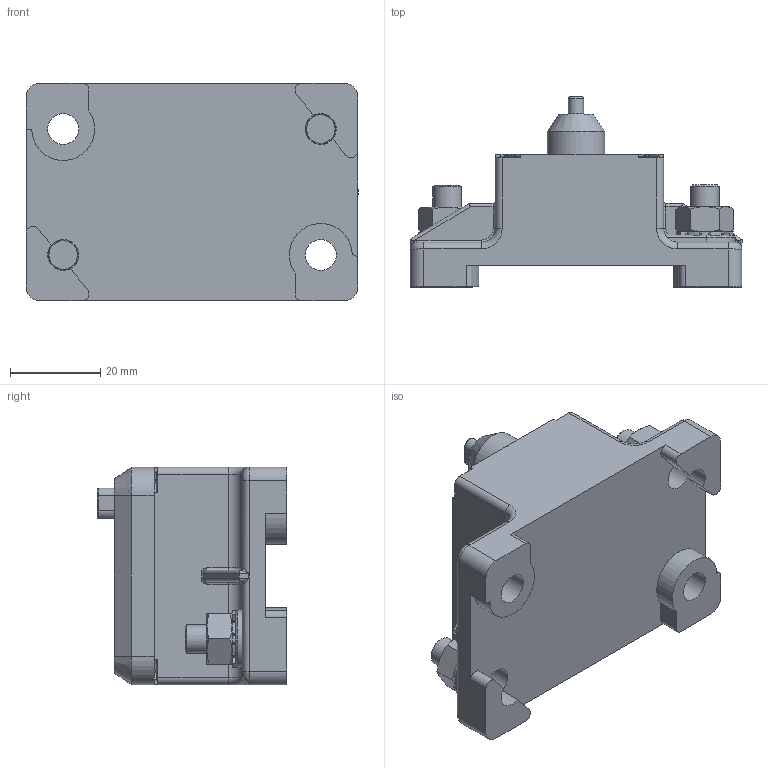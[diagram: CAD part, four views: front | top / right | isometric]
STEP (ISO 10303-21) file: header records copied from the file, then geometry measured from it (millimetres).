
FILE_DESCRIPTION(/* description */ (''),/* implementation_level */ '2;1');
FILE_NAME(/* name */ '120Breaker.step',/* time_stamp */ '2023-02-05T16:48:29-05:00',/* author */ (''),/* organization */ (''),/* preprocessor_version */ 'ST-DEVELOPER v19.2',/* originating_system */ 'Autodesk Translation Framework v11.17.0.187',/* authorisation */ '');
FILE_SCHEMA (('AUTOMOTIVE_DESIGN { 1 0 10303 214 3 1 1 }'));
Length unit declared in the file: inch
Products named in the file (4): 120a Breaker; On_Off_Switch; Component3; NutWacher
Assembly tree (4 placements, depth 2):
  120a Breaker
    On_Off_Switch
    Component3
    NutWacher  x2
Bounding box: 73.66 x 42.15 x 48.26 mm (x, y, z)
Volume: 62465.6 mm3; surface area: 16490.1 mm2
Topology: 8 solids, 8 shells, 346 faces, 896 edges, 569 vertices
Faces by surface type: plane 127, cylinder 107, bspline 60, cone 28, torus 20, sphere 4
Full cylindrical faces by diameter (mm): 4.425 x4, 6.35 x4, 6.858 x4
Entity records: 15106 total; most frequent: CARTESIAN_POINT 8482, ORIENTED_EDGE 1402, DIRECTION 1308, EDGE_CURVE 701, AXIS2_PLACEMENT_3D 480, VERTEX_POINT 443, LINE 348, VECTOR 348
